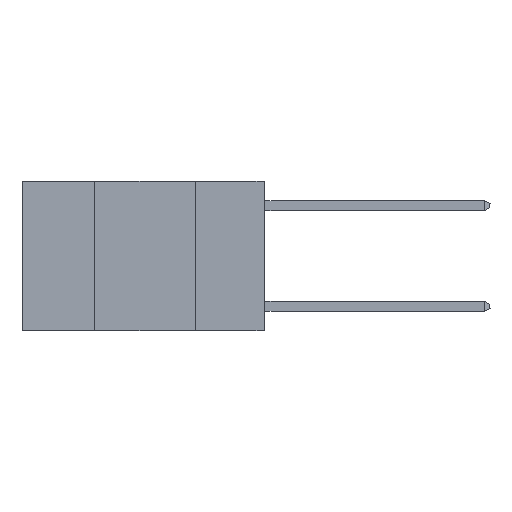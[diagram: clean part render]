
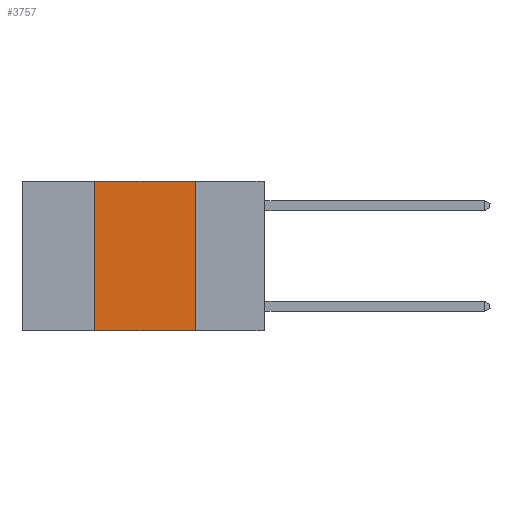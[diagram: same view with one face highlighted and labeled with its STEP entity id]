
A CAD part, left-side view. The second image highlights one B-rep face of the part: STEP entity #3757.
In plain terms, the highlighted planar face has unit normal (-1, 0, 0).
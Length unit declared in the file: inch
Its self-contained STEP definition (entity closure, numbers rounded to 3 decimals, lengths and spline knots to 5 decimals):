
#272 = EDGE_CURVE ( 'NONE', #6326, #5455, #11213, .T. ) ;
#362 = ORIENTED_EDGE ( 'NONE', *, *, #5666, .F. ) ;
#993 = DIRECTION ( 'NONE',  ( 0., -1., 0. ) ) ;
#1070 = CARTESIAN_POINT ( 'NONE',  ( 0., 0.6, -0.37 ) ) ;
#1103 = VECTOR ( 'NONE', #5236, 39.37008 ) ;
#1127 = AXIS2_PLACEMENT_3D ( 'NONE', #6973, #2738, #6910 ) ;
#1225 = EDGE_LOOP ( 'NONE', ( #362, #13530, #11417, #10457 ) ) ;
#1284 = CARTESIAN_POINT ( 'NONE',  ( 0., 0.17, -0.37 ) ) ;
#1436 = LINE ( 'NONE', #1570, #11912 ) ;
#1570 = CARTESIAN_POINT ( 'NONE',  ( 0., 0.17, 0. ) ) ;
#1593 = VECTOR ( 'NONE', #993, 39.37008 ) ;
#2038 = CARTESIAN_POINT ( 'NONE',  ( 0., 0.6, 0. ) ) ;
#2738 = DIRECTION ( 'NONE',  ( 1., 0., 0. ) ) ;
#2812 = EDGE_CURVE ( 'NONE', #6326, #9087, #5530, .T. ) ;
#3757 = ADVANCED_FACE ( 'NONE', ( #5808 ), #4852, .F. ) ;
#4189 = CARTESIAN_POINT ( 'NONE',  ( 0., 0.42, -0.37 ) ) ;
#4313 = CARTESIAN_POINT ( 'NONE',  ( 0., 0.42, 0. ) ) ;
#4852 = PLANE ( 'NONE',  #1127 ) ;
#5236 = DIRECTION ( 'NONE',  ( 0., -1., 0. ) ) ;
#5455 = VERTEX_POINT ( 'NONE', #4313 ) ;
#5530 = LINE ( 'NONE', #1070, #1103 ) ;
#5666 = EDGE_CURVE ( 'NONE', #11842, #9087, #1436, .T. ) ;
#5808 = FACE_OUTER_BOUND ( 'NONE', #1225, .T. ) ;
#5953 = EDGE_CURVE ( 'NONE', #5455, #11842, #10534, .T. ) ;
#6326 = VERTEX_POINT ( 'NONE', #4189 ) ;
#6557 = DIRECTION ( 'NONE',  ( 0., 0., -1. ) ) ;
#6910 = DIRECTION ( 'NONE',  ( 0., 0., -1. ) ) ;
#6973 = CARTESIAN_POINT ( 'NONE',  ( 0., 0.6, 0. ) ) ;
#8189 = CARTESIAN_POINT ( 'NONE',  ( 0., 0.17, 0. ) ) ;
#8484 = VECTOR ( 'NONE', #9146, 39.37008 ) ;
#9087 = VERTEX_POINT ( 'NONE', #1284 ) ;
#9146 = DIRECTION ( 'NONE',  ( 0., 0., 1. ) ) ;
#10172 = CARTESIAN_POINT ( 'NONE',  ( 0., 0.42, 0. ) ) ;
#10457 = ORIENTED_EDGE ( 'NONE', *, *, #2812, .T. ) ;
#10534 = LINE ( 'NONE', #2038, #1593 ) ;
#11213 = LINE ( 'NONE', #10172, #8484 ) ;
#11417 = ORIENTED_EDGE ( 'NONE', *, *, #272, .F. ) ;
#11842 = VERTEX_POINT ( 'NONE', #8189 ) ;
#11912 = VECTOR ( 'NONE', #6557, 39.37008 ) ;
#13530 = ORIENTED_EDGE ( 'NONE', *, *, #5953, .F. ) ;
